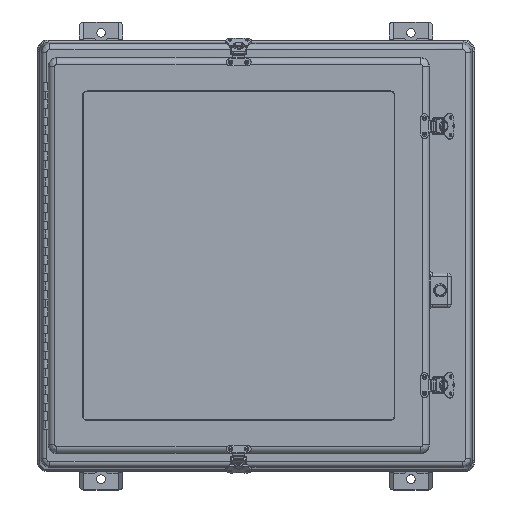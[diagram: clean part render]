
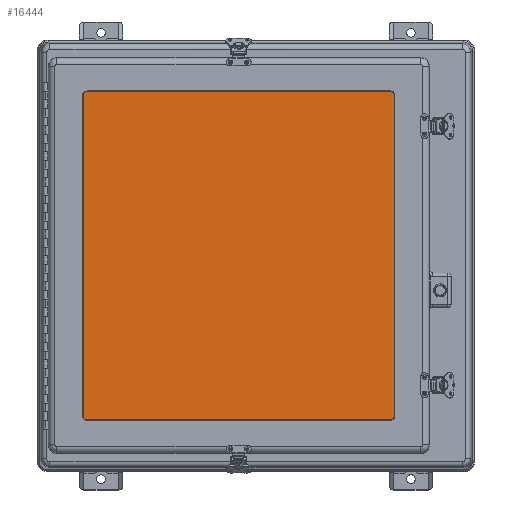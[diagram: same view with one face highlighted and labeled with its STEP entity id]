
A CAD part, top view. The second image highlights one B-rep face of the part: STEP entity #16444.
In plain terms, the highlighted planar face has unit normal (0, 0, 1).
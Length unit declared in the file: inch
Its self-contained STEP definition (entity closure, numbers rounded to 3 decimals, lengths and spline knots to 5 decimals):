
#1583=LINE($,#31430,#2835);
#1587=LINE($,#31439,#2839);
#1602=LINE($,#31480,#2854);
#1604=LINE($,#31487,#2856);
#2835=VECTOR($,#22012,18.5);
#2839=VECTOR($,#22022,17.5);
#2854=VECTOR($,#22069,18.5);
#2856=VECTOR($,#22077,17.5);
#3459=PLANE($,#18011);
#4583=FACE_OUTER_BOUND($,#5807,.T.);
#5807=EDGE_LOOP($,(#14087,#14088,#14089,#14090,#14091,#14092,#14093,#14094));
#6710=CIRCLE($,#17988,0.23);
#6711=CIRCLE($,#17991,0.23);
#6716=CIRCLE($,#18007,0.23);
#6717=CIRCLE($,#18010,0.23);
#8099=VERTEX_POINT($,#31427);
#8100=VERTEX_POINT($,#31429);
#8101=VERTEX_POINT($,#31433);
#8102=VERTEX_POINT($,#31437);
#8103=VERTEX_POINT($,#31441);
#8112=VERTEX_POINT($,#31478);
#8113=VERTEX_POINT($,#31482);
#8114=VERTEX_POINT($,#31486);
#10144=EDGE_CURVE($,#8099,#8100,#1583,.T.);
#10147=EDGE_CURVE($,#8101,#8099,#6710,.T.);
#10149=EDGE_CURVE($,#8102,#8101,#1587,.T.);
#10151=EDGE_CURVE($,#8103,#8102,#6711,.T.);
#10169=EDGE_CURVE($,#8112,#8103,#1602,.T.);
#10170=EDGE_CURVE($,#8100,#8113,#6716,.T.);
#10172=EDGE_CURVE($,#8113,#8114,#1604,.T.);
#10174=EDGE_CURVE($,#8114,#8112,#6717,.T.);
#14087=ORIENTED_EDGE($,*,*,#10169,.F.);
#14088=ORIENTED_EDGE($,*,*,#10174,.F.);
#14089=ORIENTED_EDGE($,*,*,#10172,.F.);
#14090=ORIENTED_EDGE($,*,*,#10170,.F.);
#14091=ORIENTED_EDGE($,*,*,#10144,.F.);
#14092=ORIENTED_EDGE($,*,*,#10147,.F.);
#14093=ORIENTED_EDGE($,*,*,#10149,.F.);
#14094=ORIENTED_EDGE($,*,*,#10151,.F.);
#16444=ADVANCED_FACE($,(#4583),#3459,.T.);
#17988=AXIS2_PLACEMENT_3D($,#31435,#22017,#22018);
#17991=AXIS2_PLACEMENT_3D($,#31443,#22026,#22027);
#18007=AXIS2_PLACEMENT_3D($,#31483,#22072,#22073);
#18010=AXIS2_PLACEMENT_3D($,#31490,#22081,#22082);
#18011=AXIS2_PLACEMENT_3D($,#31491,#22083,#22084);
#22012=DIRECTION($,(-1.,0.,0.));
#22017=DIRECTION('center_axis',(0.,0.,-1.));
#22018=DIRECTION('ref_axis',(0.,-1.,0.));
#22022=DIRECTION($,(0.,-1.,0.));
#22026=DIRECTION('center_axis',(0.,0.,-1.));
#22027=DIRECTION('ref_axis',(1.,0.,0.));
#22069=DIRECTION($,(1.,0.,0.));
#22072=DIRECTION('center_axis',(0.,0.,-1.));
#22073=DIRECTION('ref_axis',(-1.,0.,0.));
#22077=DIRECTION($,(0.,1.,0.));
#22081=DIRECTION('center_axis',(0.,0.,-1.));
#22082=DIRECTION('ref_axis',(0.,1.,0.));
#22083=DIRECTION('center_axis',(0.,0.,1.));
#22084=DIRECTION('ref_axis',(1.,0.,0.));
#31427=CARTESIAN_POINT('',(9.25,-8.98,0.094));
#31429=CARTESIAN_POINT('',(-9.25,-8.98,0.094));
#31430=CARTESIAN_POINT($,(9.25,-8.98,0.094));
#31433=CARTESIAN_POINT('',(9.48,-8.75,0.094));
#31435=CARTESIAN_POINT('Origin',(9.25,-8.75,0.094));
#31437=CARTESIAN_POINT('',(9.48,8.75,0.094));
#31439=CARTESIAN_POINT($,(9.48,8.75,0.094));
#31441=CARTESIAN_POINT('',(9.25,8.98,0.094));
#31443=CARTESIAN_POINT('Origin',(9.25,8.75,0.094));
#31478=CARTESIAN_POINT('',(-9.25,8.98,0.094));
#31480=CARTESIAN_POINT($,(-9.25,8.98,0.094));
#31482=CARTESIAN_POINT('',(-9.48,-8.75,0.094));
#31483=CARTESIAN_POINT('Origin',(-9.25,-8.75,0.094));
#31486=CARTESIAN_POINT('',(-9.48,8.75,0.094));
#31487=CARTESIAN_POINT($,(-9.48,-8.75,0.094));
#31490=CARTESIAN_POINT('Origin',(-9.25,8.75,0.094));
#31491=CARTESIAN_POINT('Origin',(0.,0.,0.094));
